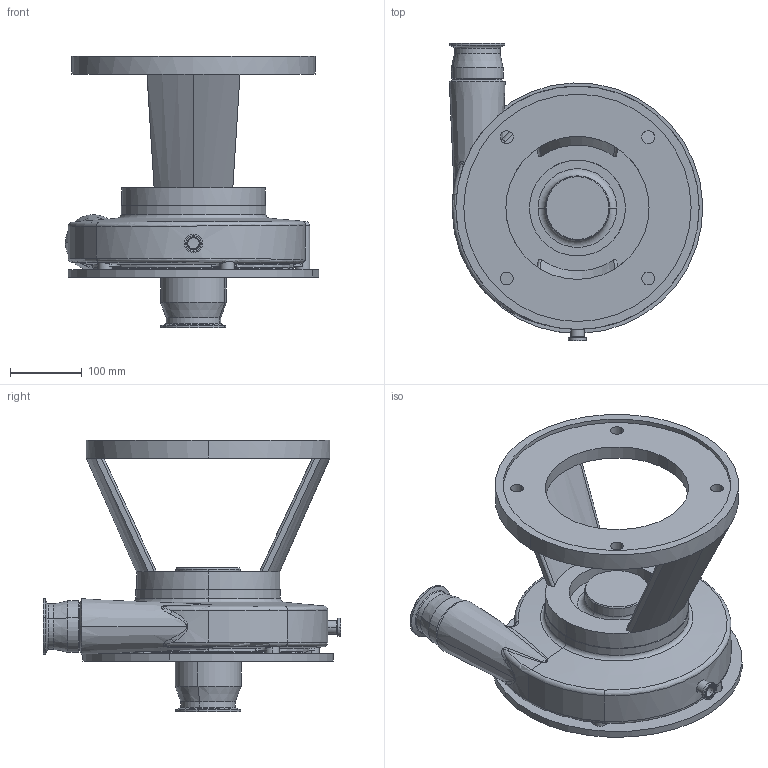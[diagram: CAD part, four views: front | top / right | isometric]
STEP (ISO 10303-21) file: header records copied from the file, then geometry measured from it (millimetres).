
FILE_DESCRIPTION (( 'STEP AP214' ), '1' );
FILE_NAME ('FPR 3551-3552 320-360TC VERT 3-4 IN STR DRAIN.STEP', '2023-01-13T16:58:33', ( '' ), ( '' ), 'SwSTEP 2.0', 'SolidWorks 2021', '' );
FILE_SCHEMA (( 'AUTOMOTIVE_DESIGN' ));
Length unit declared in the file: millimetre
Products named in the file (1): FPR 3551-3552 320-360TC VERT 3-4 IN STR DRAIN
Bounding box: 353.89 x 415 x 379.5 mm (x, y, z)
Volume: 8091633.6 mm3; surface area: 854010.7 mm2
Topology: 1 solids, 5 shells, 374 faces, 905 edges, 546 vertices
Faces by surface type: cylinder 146, cone 66, plane 64, torus 54, bspline 38, sphere 6
Entity records: 15623 total; most frequent: CARTESIAN_POINT 7101, DIRECTION 1805, ORIENTED_EDGE 1772, EDGE_CURVE 886, AXIS2_PLACEMENT_3D 779, VERTEX_POINT 546, CIRCLE 442, EDGE_LOOP 422
